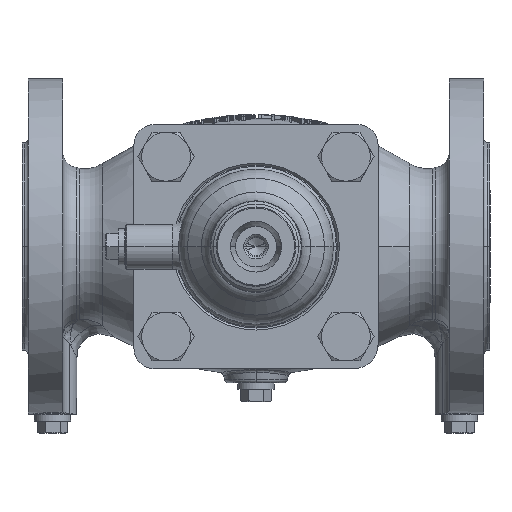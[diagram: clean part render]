
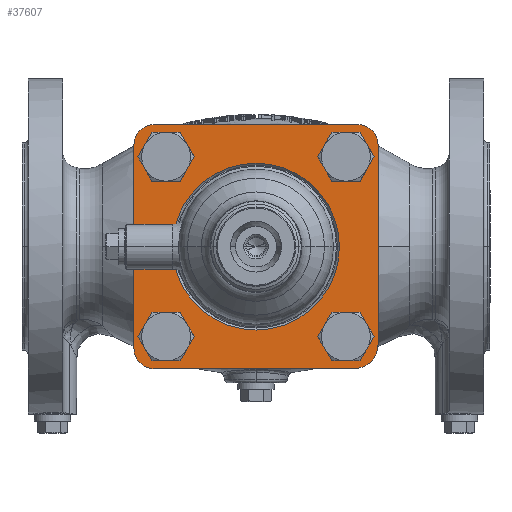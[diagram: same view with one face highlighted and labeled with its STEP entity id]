
A CAD part, front view. The second image highlights one B-rep face of the part: STEP entity #37607.
In plain terms, the highlighted planar face has unit normal (0, -1, 0).
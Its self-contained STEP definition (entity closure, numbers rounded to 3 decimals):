
#37158=CARTESIAN_POINT('',(-48.,0.,48.));
#37159=DIRECTION('',(0.,-1.,0.));
#37160=DIRECTION('',(0.,0.,1.));
#37161=AXIS2_PLACEMENT_3D('',#37158,#37159,#37160);
#37163=DIRECTION('',(1.,0.,0.));
#37164=VECTOR('',#37163,98.);
#37165=CARTESIAN_POINT('',(-48.,0.,60.));
#37166=LINE('',#37165,#37164);
#37167=CARTESIAN_POINT('',(50.,0.,50.));
#37168=DIRECTION('',(0.,-1.,0.));
#37169=DIRECTION('',(1.,0.,0.));
#37170=AXIS2_PLACEMENT_3D('',#37167,#37168,#37169);
#37172=DIRECTION('',(0.,0.,-1.));
#37173=VECTOR('',#37172,100.);
#37174=CARTESIAN_POINT('',(60.,0.,50.));
#37175=LINE('',#37174,#37173);
#37176=CARTESIAN_POINT('',(50.,0.,-50.));
#37177=DIRECTION('',(0.,-1.,0.));
#37178=DIRECTION('',(0.,0.,-1.));
#37179=AXIS2_PLACEMENT_3D('',#37176,#37177,#37178);
#37181=DIRECTION('',(-1.,0.,0.));
#37182=VECTOR('',#37181,100.);
#37183=CARTESIAN_POINT('',(50.,0.,-60.));
#37184=LINE('',#37183,#37182);
#37185=CARTESIAN_POINT('',(-50.,0.,-50.));
#37186=DIRECTION('',(0.,-1.,0.));
#37187=DIRECTION('',(-1.,0.,0.));
#37188=AXIS2_PLACEMENT_3D('',#37185,#37186,#37187);
#37190=DIRECTION('',(0.,0.,1.));
#37191=VECTOR('',#37190,98.);
#37192=CARTESIAN_POINT('',(-60.,0.,-50.));
#37193=LINE('',#37192,#37191);
#37194=CARTESIAN_POINT('',(0.,0.,0.));
#37195=DIRECTION('',(0.,1.,0.));
#37196=DIRECTION('',(1.,0.,0.));
#37197=AXIS2_PLACEMENT_3D('',#37194,#37195,#37196);
#37199=CARTESIAN_POINT('',(0.,0.,
0.));
#37200=DIRECTION('',(0.,1.,0.));
#37201=DIRECTION('',(-1.,0.,0.));
#37202=AXIS2_PLACEMENT_3D('',#37199,#37200,#37201);
#37204=CARTESIAN_POINT('',(-44.194,0.,44.194));
#37205=DIRECTION('',(0.,-1.,0.));
#37206=DIRECTION('',(1.,0.,0.));
#37207=AXIS2_PLACEMENT_3D('',#37204,#37205,#37206);
#37209=CARTESIAN_POINT('',(-44.194,0.,44.194));
#37210=DIRECTION('',(0.,-1.,0.));
#37211=DIRECTION('',(-1.,0.,0.));
#37212=AXIS2_PLACEMENT_3D('',#37209,#37210,#37211);
#37214=CARTESIAN_POINT('',(44.194,0.,44.194));
#37215=DIRECTION('',(0.,-1.,0.));
#37216=DIRECTION('',(1.,0.,0.));
#37217=AXIS2_PLACEMENT_3D('',#37214,#37215,#37216);
#37219=CARTESIAN_POINT('',(44.194,0.,44.194));
#37220=DIRECTION('',(0.,-1.,0.));
#37221=DIRECTION('',(-1.,0.,0.));
#37222=AXIS2_PLACEMENT_3D('',#37219,#37220,#37221);
#37224=CARTESIAN_POINT('',(44.194,0.,-44.194));
#37225=DIRECTION('',(0.,-1.,0.));
#37226=DIRECTION('',(1.,0.,0.));
#37227=AXIS2_PLACEMENT_3D('',#37224,#37225,#37226);
#37229=CARTESIAN_POINT('',(44.194,0.,-44.194));
#37230=DIRECTION('',(0.,-1.,0.));
#37231=DIRECTION('',(-1.,0.,0.));
#37232=AXIS2_PLACEMENT_3D('',#37229,#37230,#37231);
#37234=CARTESIAN_POINT('',(-44.194,0.,-44.194));
#37235=DIRECTION('',(0.,-1.,0.));
#37236=DIRECTION('',(1.,0.,0.));
#37237=AXIS2_PLACEMENT_3D('',#37234,#37235,#37236);
#37239=CARTESIAN_POINT('',(-44.194,0.,-44.194));
#37240=DIRECTION('',(0.,-1.,0.));
#37241=DIRECTION('',(-1.,0.,0.));
#37242=AXIS2_PLACEMENT_3D('',#37239,#37240,#37241);
#37474=CARTESIAN_POINT('',(-48.,0.,60.));
#37475=CARTESIAN_POINT('',(-60.,0.,48.));
#37476=VERTEX_POINT('',#37474);
#37477=VERTEX_POINT('',#37475);
#37482=CARTESIAN_POINT('',(60.,0.,50.));
#37483=CARTESIAN_POINT('',(50.,0.,60.));
#37484=VERTEX_POINT('',#37482);
#37485=VERTEX_POINT('',#37483);
#37490=CARTESIAN_POINT('',(50.,0.,-60.));
#37491=CARTESIAN_POINT('',(60.,0.,-50.));
#37492=VERTEX_POINT('',#37490);
#37493=VERTEX_POINT('',#37491);
#37498=CARTESIAN_POINT('',(-60.,0.,-50.));
#37499=CARTESIAN_POINT('',(-50.,0.,-60.));
#37500=VERTEX_POINT('',#37498);
#37501=VERTEX_POINT('',#37499);
#37514=CARTESIAN_POINT('',(41.,0.,0.));
#37515=CARTESIAN_POINT('',(-41.,0.,0.));
#37516=VERTEX_POINT('',#37514);
#37517=VERTEX_POINT('',#37515);
#37522=CARTESIAN_POINT('',(-35.194,0.,44.194));
#37523=CARTESIAN_POINT('',(-53.194,0.,44.194));
#37524=VERTEX_POINT('',#37522);
#37525=VERTEX_POINT('',#37523);
#37530=CARTESIAN_POINT('',(53.194,0.,44.194));
#37531=CARTESIAN_POINT('',(35.194,0.,44.194));
#37532=VERTEX_POINT('',#37530);
#37533=VERTEX_POINT('',#37531);
#37538=CARTESIAN_POINT('',(53.194,0.,-44.194));
#37539=CARTESIAN_POINT('',(35.194,0.,-44.194));
#37540=VERTEX_POINT('',#37538);
#37541=VERTEX_POINT('',#37539);
#37546=CARTESIAN_POINT('',(-35.194,0.,-44.194));
#37547=CARTESIAN_POINT('',(-53.194,0.,-44.194));
#37548=VERTEX_POINT('',#37546);
#37549=VERTEX_POINT('',#37547);
#37554=CARTESIAN_POINT('',(0.,0.,0.));
#37555=DIRECTION('',(0.,1.,0.));
#37556=DIRECTION('',(1.,0.,0.));
#37557=AXIS2_PLACEMENT_3D('',#37554,#37555,#37556);
#37558=PLANE('',#37557);
#37560=ORIENTED_EDGE('',*,*,#37559,.F.);
#37562=ORIENTED_EDGE('',*,*,#37561,.T.);
#37564=ORIENTED_EDGE('',*,*,#37563,.F.);
#37566=ORIENTED_EDGE('',*,*,#37565,.T.);
#37568=ORIENTED_EDGE('',*,*,#37567,.F.);
#37570=ORIENTED_EDGE('',*,*,#37569,.T.);
#37572=ORIENTED_EDGE('',*,*,#37571,.F.);
#37574=ORIENTED_EDGE('',*,*,#37573,.T.);
#37575=EDGE_LOOP('',(#37560,#37562,#37564,#37566,#37568,#37570,#37572,#37574));
#37576=FACE_OUTER_BOUND('',#37575,.F.);
#37578=ORIENTED_EDGE('',*,*,#37577,.F.);
#37580=ORIENTED_EDGE('',*,*,#37579,.F.);
#37581=EDGE_LOOP('',(#37578,#37580));
#37582=FACE_BOUND('',#37581,.F.);
#37584=ORIENTED_EDGE('',*,*,#37583,.T.);
#37586=ORIENTED_EDGE('',*,*,#37585,.T.);
#37587=EDGE_LOOP('',(#37584,#37586));
#37588=FACE_BOUND('',#37587,.F.);
#37590=ORIENTED_EDGE('',*,*,#37589,.T.);
#37592=ORIENTED_EDGE('',*,*,#37591,.T.);
#37593=EDGE_LOOP('',(#37590,#37592));
#37594=FACE_BOUND('',#37593,.F.);
#37596=ORIENTED_EDGE('',*,*,#37595,.T.);
#37598=ORIENTED_EDGE('',*,*,#37597,.T.);
#37599=EDGE_LOOP('',(#37596,#37598));
#37600=FACE_BOUND('',#37599,.F.);
#37602=ORIENTED_EDGE('',*,*,#37601,.T.);
#37604=ORIENTED_EDGE('',*,*,#37603,.T.);
#37605=EDGE_LOOP('',(#37602,#37604));
#37606=FACE_BOUND('',#37605,.F.);
#37607=ADVANCED_FACE('',(#37576,#37582,#37588,#37594,#37600,#37606),#37558,.F.);
#37162=CIRCLE('',#37161,12.);
#37171=CIRCLE('',#37170,10.);
#37180=CIRCLE('',#37179,10.);
#37189=CIRCLE('',#37188,10.);
#37198=CIRCLE('',#37197,41.);
#37203=CIRCLE('',#37202,41.);
#37208=CIRCLE('',#37207,9.);
#37213=CIRCLE('',#37212,9.);
#37218=CIRCLE('',#37217,9.);
#37223=CIRCLE('',#37222,9.);
#37228=CIRCLE('',#37227,9.);
#37233=CIRCLE('',#37232,9.);
#37238=CIRCLE('',#37237,9.);
#37243=CIRCLE('',#37242,9.);
#37559=EDGE_CURVE('',#37476,#37477,#37162,.T.);
#37561=EDGE_CURVE('',#37476,#37485,#37166,.T.);
#37563=EDGE_CURVE('',#37484,#37485,#37171,.T.);
#37565=EDGE_CURVE('',#37484,#37493,#37175,.T.);
#37567=EDGE_CURVE('',#37492,#37493,#37180,.T.);
#37569=EDGE_CURVE('',#37492,#37501,#37184,.T.);
#37571=EDGE_CURVE('',#37500,#37501,#37189,.T.);
#37573=EDGE_CURVE('',#37500,#37477,#37193,.T.);
#37577=EDGE_CURVE('',#37516,#37517,#37198,.T.);
#37579=EDGE_CURVE('',#37517,#37516,#37203,.T.);
#37583=EDGE_CURVE('',#37524,#37525,#37208,.T.);
#37585=EDGE_CURVE('',#37525,#37524,#37213,.T.);
#37589=EDGE_CURVE('',#37532,#37533,#37218,.T.);
#37591=EDGE_CURVE('',#37533,#37532,#37223,.T.);
#37595=EDGE_CURVE('',#37540,#37541,#37228,.T.);
#37597=EDGE_CURVE('',#37541,#37540,#37233,.T.);
#37601=EDGE_CURVE('',#37548,#37549,#37238,.T.);
#37603=EDGE_CURVE('',#37549,#37548,#37243,.T.);
